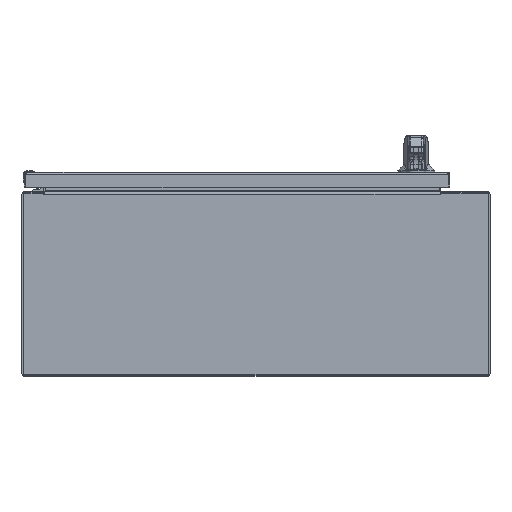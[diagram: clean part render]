
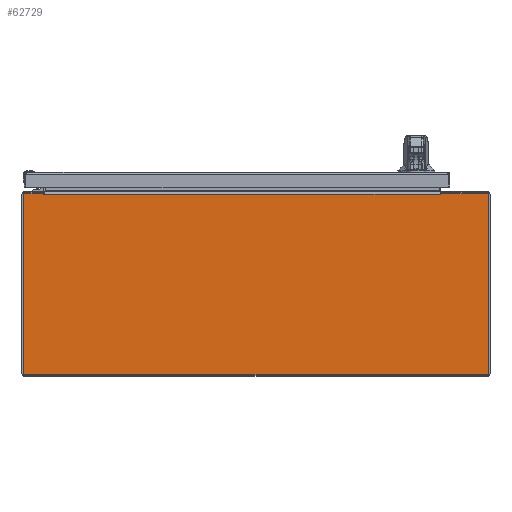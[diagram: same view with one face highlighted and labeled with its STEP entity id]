
A CAD part, front view. The second image highlights one B-rep face of the part: STEP entity #62729.
In plain terms, the highlighted planar face has unit normal (0, -1, 0).
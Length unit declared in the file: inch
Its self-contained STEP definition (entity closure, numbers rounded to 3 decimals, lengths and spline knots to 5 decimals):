
#3315 = VECTOR ( 'NONE', #14380, 39.37008 ) ;
#6426 = CARTESIAN_POINT ( 'NONE',  ( 12.6245, -15., 0. ) ) ;
#6428 = VECTOR ( 'NONE', #181948, 39.37008 ) ;
#6920 = EDGE_LOOP ( 'NONE', ( #80569, #13065, #29818, #200623, #195545, #207299, #122818, #33152, #44530, #132541, #136756, #67928, #136053, #130571 ) ) ;
#11591 = DIRECTION ( 'NONE',  ( 0., -1., 0. ) ) ;
#13065 = ORIENTED_EDGE ( 'NONE', *, *, #216882, .F. ) ;
#13534 = AXIS2_PLACEMENT_3D ( 'NONE', #174851, #141856, #41740 ) ;
#13560 = DIRECTION ( 'NONE',  ( -1., 0., 0. ) ) ;
#14380 = DIRECTION ( 'NONE',  ( -0.174, 0., -0.985 ) ) ;
#20255 = DIRECTION ( 'NONE',  ( 0., 0., -1. ) ) ;
#20571 = VERTEX_POINT ( 'NONE', #80305 ) ;
#27263 = VERTEX_POINT ( 'NONE', #85764 ) ;
#29818 = ORIENTED_EDGE ( 'NONE', *, *, #167615, .F. ) ;
#30504 = VERTEX_POINT ( 'NONE', #207124 ) ;
#31519 = CARTESIAN_POINT ( 'NONE',  ( 0., -15., -4.937 ) ) ;
#32426 = EDGE_CURVE ( 'NONE', #30504, #68964, #116203, .T. ) ;
#33152 = ORIENTED_EDGE ( 'NONE', *, *, #162351, .F. ) ;
#38208 = EDGE_CURVE ( 'NONE', #123070, #130811, #203340, .T. ) ;
#38665 = VECTOR ( 'NONE', #186588, 39.37008 ) ;
#39680 = EDGE_CURVE ( 'NONE', #20571, #113070, #78343, .T. ) ;
#40826 = EDGE_CURVE ( 'NONE', #130811, #30504, #175052, .T. ) ;
#41740 = DIRECTION ( 'NONE',  ( 0., 0., -1. ) ) ;
#43309 = CARTESIAN_POINT ( 'NONE',  ( 9.99328, -15., 4.855 ) ) ;
#43320 = CARTESIAN_POINT ( 'NONE',  ( -11.51556, -15., 4.937 ) ) ;
#43825 = EDGE_CURVE ( 'NONE', #76299, #200212, #203076, .T. ) ;
#44333 = VECTOR ( 'NONE', #197617, 39.37008 ) ;
#44530 = ORIENTED_EDGE ( 'NONE', *, *, #43825, .F. ) ;
#47226 = DIRECTION ( 'NONE',  ( 1., 0., 0. ) ) ;
#48470 = CARTESIAN_POINT ( 'NONE',  ( 10.01556, -15., 4.937 ) ) ;
#51114 = EDGE_CURVE ( 'NONE', #69987, #20571, #191141, .T. ) ;
#52893 = CARTESIAN_POINT ( 'NONE',  ( 9.9855, -15., 4.855 ) ) ;
#54904 = CARTESIAN_POINT ( 'NONE',  ( 10.01556, -15., 4.937 ) ) ;
#56148 = CARTESIAN_POINT ( 'NONE',  ( 12.6245, -15., 4.857 ) ) ;
#58960 = VECTOR ( 'NONE', #88991, 39.37008 ) ;
#62729 = ADVANCED_FACE ( 'NONE', ( #122781 ), #177672, .T. ) ;
#64225 = VECTOR ( 'NONE', #13560, 39.37008 ) ;
#64511 = CARTESIAN_POINT ( 'NONE',  ( 12.5445, -15., 4.857 ) ) ;
#67653 = CIRCLE ( 'NONE', #95780, 0.08 ) ;
#67928 = ORIENTED_EDGE ( 'NONE', *, *, #51114, .T. ) ;
#68964 = VERTEX_POINT ( 'NONE', #155332 ) ;
#69790 = AXIS2_PLACEMENT_3D ( 'NONE', #145433, #200312, #151954 ) ;
#69987 = VERTEX_POINT ( 'NONE', #52893 ) ;
#75259 = DIRECTION ( 'NONE',  ( 0., 0., 1. ) ) ;
#76299 = VERTEX_POINT ( 'NONE', #54904 ) ;
#78343 = LINE ( 'NONE', #111308, #125757 ) ;
#80305 = CARTESIAN_POINT ( 'NONE',  ( -11.4855, -15., 4.855 ) ) ;
#80569 = ORIENTED_EDGE ( 'NONE', *, *, #133582, .F. ) ;
#85764 = CARTESIAN_POINT ( 'NONE',  ( -12.6245, -15., -4.857 ) ) ;
#86791 = CARTESIAN_POINT ( 'NONE',  ( -12.6245, -15., 4.857 ) ) ;
#88991 = DIRECTION ( 'NONE',  ( 0., 0., -1. ) ) ;
#90692 = CARTESIAN_POINT ( 'NONE',  ( -12.6245, -15., 0. ) ) ;
#95780 = AXIS2_PLACEMENT_3D ( 'NONE', #122496, #103854, #20255 ) ;
#99614 = VERTEX_POINT ( 'NONE', #176836 ) ;
#99803 = EDGE_CURVE ( 'NONE', #68964, #27263, #67653, .T. ) ;
#103208 = AXIS2_PLACEMENT_3D ( 'NONE', #131415, #11591, #130339 ) ;
#103854 = DIRECTION ( 'NONE',  ( 0., 1., 0. ) ) ;
#108661 = CARTESIAN_POINT ( 'NONE',  ( 0., -15., 4.855 ) ) ;
#111308 = CARTESIAN_POINT ( 'NONE',  ( 0., -15., 4.855 ) ) ;
#113070 = VERTEX_POINT ( 'NONE', #150865 ) ;
#116203 = LINE ( 'NONE', #31519, #44333 ) ;
#121360 = EDGE_CURVE ( 'NONE', #156032, #69987, #161012, .T. ) ;
#122496 = CARTESIAN_POINT ( 'NONE',  ( -12.5445, -15., -4.857 ) ) ;
#122781 = FACE_OUTER_BOUND ( 'NONE', #6920, .T. ) ;
#122818 = ORIENTED_EDGE ( 'NONE', *, *, #38208, .F. ) ;
#123070 = VERTEX_POINT ( 'NONE', #56148 ) ;
#125757 = VECTOR ( 'NONE', #209175, 39.37008 ) ;
#125930 = VECTOR ( 'NONE', #75259, 39.37008 ) ;
#126580 = AXIS2_PLACEMENT_3D ( 'NONE', #64511, #181039, #127204 ) ;
#127204 = DIRECTION ( 'NONE',  ( 0., 0., -1. ) ) ;
#130339 = DIRECTION ( 'NONE',  ( 0., 0., -1. ) ) ;
#130571 = ORIENTED_EDGE ( 'NONE', *, *, #216726, .T. ) ;
#130811 = VERTEX_POINT ( 'NONE', #189749 ) ;
#131415 = CARTESIAN_POINT ( 'NONE',  ( 0., -15., 0. ) ) ;
#132541 = ORIENTED_EDGE ( 'NONE', *, *, #202562, .T. ) ;
#133582 = EDGE_CURVE ( 'NONE', #99614, #170765, #214332, .T. ) ;
#133779 = VERTEX_POINT ( 'NONE', #86791 ) ;
#136053 = ORIENTED_EDGE ( 'NONE', *, *, #39680, .T. ) ;
#136756 = ORIENTED_EDGE ( 'NONE', *, *, #121360, .T. ) ;
#141856 = DIRECTION ( 'NONE',  ( 0., 1., 0. ) ) ;
#145433 = CARTESIAN_POINT ( 'NONE',  ( 12.5445, -15., -4.857 ) ) ;
#146757 = VECTOR ( 'NONE', #47226, 39.37008 ) ;
#150653 = CIRCLE ( 'NONE', #13534, 0.08 ) ;
#150865 = CARTESIAN_POINT ( 'NONE',  ( -11.5011, -15., 4.855 ) ) ;
#151954 = DIRECTION ( 'NONE',  ( 0., 0., -1. ) ) ;
#152722 = CARTESIAN_POINT ( 'NONE',  ( 10.0011, -15., 4.855 ) ) ;
#155332 = CARTESIAN_POINT ( 'NONE',  ( -12.5445, -15., -4.937 ) ) ;
#156032 = VERTEX_POINT ( 'NONE', #152722 ) ;
#161012 = LINE ( 'NONE', #43309, #64225 ) ;
#162351 = EDGE_CURVE ( 'NONE', #200212, #123070, #193129, .T. ) ;
#162567 = CARTESIAN_POINT ( 'NONE',  ( 12.5445, -15., 4.937 ) ) ;
#167615 = EDGE_CURVE ( 'NONE', #27263, #133779, #176383, .T. ) ;
#169011 = CARTESIAN_POINT ( 'NONE',  ( 0., -15., 4.937 ) ) ;
#170765 = VERTEX_POINT ( 'NONE', #43320 ) ;
#174851 = CARTESIAN_POINT ( 'NONE',  ( -12.5445, -15., 4.857 ) ) ;
#175052 = CIRCLE ( 'NONE', #69790, 0.08 ) ;
#176383 = LINE ( 'NONE', #90692, #125930 ) ;
#176836 = CARTESIAN_POINT ( 'NONE',  ( -12.5445, -15., 4.937 ) ) ;
#177248 = LINE ( 'NONE', #179416, #185602 ) ;
#177672 = PLANE ( 'NONE',  #103208 ) ;
#179416 = CARTESIAN_POINT ( 'NONE',  ( -11.5011, -15., 4.855 ) ) ;
#181039 = DIRECTION ( 'NONE',  ( 0., 1., 0. ) ) ;
#181948 = DIRECTION ( 'NONE',  ( -1., 0., 0. ) ) ;
#185602 = VECTOR ( 'NONE', #196995, 39.37008 ) ;
#186588 = DIRECTION ( 'NONE',  ( 1., 0., 0. ) ) ;
#189749 = CARTESIAN_POINT ( 'NONE',  ( 12.6245, -15., -4.857 ) ) ;
#191141 = LINE ( 'NONE', #108661, #6428 ) ;
#193129 = CIRCLE ( 'NONE', #126580, 0.08 ) ;
#195545 = ORIENTED_EDGE ( 'NONE', *, *, #32426, .F. ) ;
#196995 = DIRECTION ( 'NONE',  ( -0.174, 0., 0.985 ) ) ;
#197617 = DIRECTION ( 'NONE',  ( -1., 0., 0. ) ) ;
#198960 = CARTESIAN_POINT ( 'NONE',  ( 0., -15., 4.937 ) ) ;
#200212 = VERTEX_POINT ( 'NONE', #162567 ) ;
#200312 = DIRECTION ( 'NONE',  ( 0., 1., 0. ) ) ;
#200623 = ORIENTED_EDGE ( 'NONE', *, *, #99803, .F. ) ;
#201249 = LINE ( 'NONE', #48470, #3315 ) ;
#202562 = EDGE_CURVE ( 'NONE', #76299, #156032, #201249, .T. ) ;
#203076 = LINE ( 'NONE', #169011, #38665 ) ;
#203340 = LINE ( 'NONE', #6426, #58960 ) ;
#207124 = CARTESIAN_POINT ( 'NONE',  ( 12.5445, -15., -4.937 ) ) ;
#207299 = ORIENTED_EDGE ( 'NONE', *, *, #40826, .F. ) ;
#209175 = DIRECTION ( 'NONE',  ( -1., 0., 0. ) ) ;
#214332 = LINE ( 'NONE', #198960, #146757 ) ;
#216726 = EDGE_CURVE ( 'NONE', #113070, #170765, #177248, .T. ) ;
#216882 = EDGE_CURVE ( 'NONE', #133779, #99614, #150653, .T. ) ;
